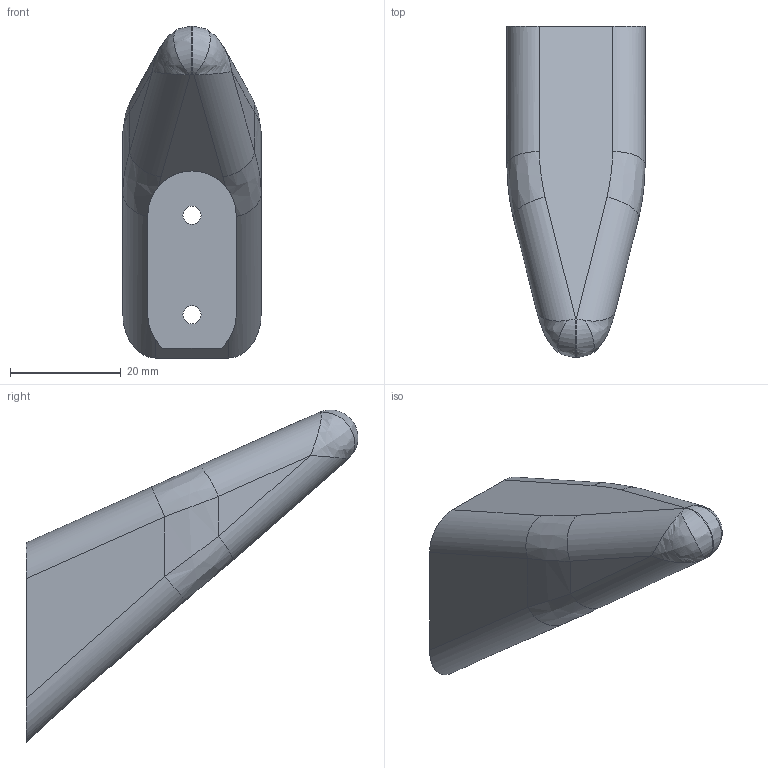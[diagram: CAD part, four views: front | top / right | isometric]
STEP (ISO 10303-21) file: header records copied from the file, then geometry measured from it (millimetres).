
FILE_DESCRIPTION (( 'STEP AP203' ), '1' );
FILE_NAME ('landing-gear.STEP', '2024-09-19T23:37:21', ( '' ), ( '' ), '', '', '' );
FILE_SCHEMA (( 'CONFIG_CONTROL_DESIGN' ));
Length unit declared in the file: millimetre
Products named in the file (1): landing-gear
Bounding box: 25 x 60 x 60 mm (x, y, z)
Volume: 20520.9 mm3; surface area: 7245.5 mm2
Topology: 1 solids, 1 shells, 39 faces, 99 edges, 60 vertices
Faces by surface type: cylinder 20, plane 11, bspline 8
Entity records: 1568 total; most frequent: CARTESIAN_POINT 651, ORIENTED_EDGE 194, DIRECTION 157, EDGE_CURVE 97, VERTEX_POINT 60, AXIS2_PLACEMENT_3D 58, EDGE_LOOP 43, VECTOR 41
